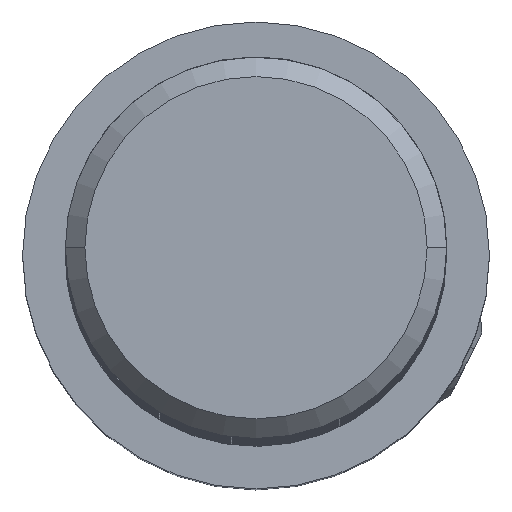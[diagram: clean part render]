
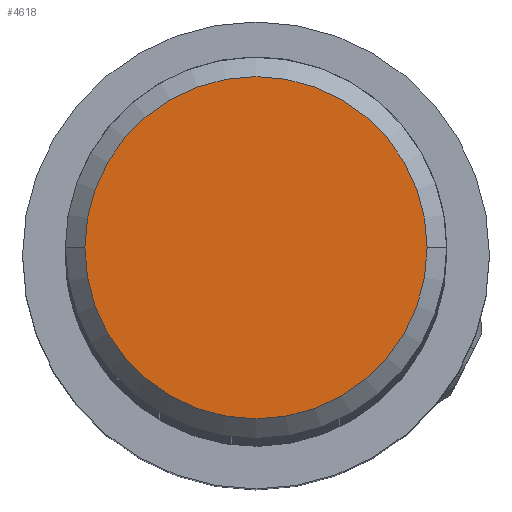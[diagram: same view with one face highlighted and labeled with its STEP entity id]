
A CAD part, top view. The second image highlights one B-rep face of the part: STEP entity #4618.
In plain terms, the highlighted planar face has unit normal (0, 0, 1).
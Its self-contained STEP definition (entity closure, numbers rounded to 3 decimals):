
#365 = AXIS2_PLACEMENT_3D ( 'NONE', #20048, #4870, #1551 ) ;
#1326 = PLANE ( 'NONE',  #365 ) ;
#1551 = DIRECTION ( 'NONE',  ( 1., 0., 0. ) ) ;
#2062 = VERTEX_POINT ( 'NONE', #16688 ) ;
#2434 = EDGE_LOOP ( 'NONE', ( #11553, #6884 ) ) ;
#4079 = DIRECTION ( 'NONE',  ( 0., 0., 1. ) ) ;
#4618 = ADVANCED_FACE ( 'NONE', ( #21728 ), #1326, .T. ) ;
#4870 = DIRECTION ( 'NONE',  ( 0., 0., 1. ) ) ;
#5324 = CIRCLE ( 'NONE', #17706, 7. ) ;
#6226 = DIRECTION ( 'NONE',  ( 1., 0., 0. ) ) ;
#6861 = CIRCLE ( 'NONE', #8626, 7. ) ;
#6884 = ORIENTED_EDGE ( 'NONE', *, *, #21881, .T. ) ;
#8626 = AXIS2_PLACEMENT_3D ( 'NONE', #10629, #4079, #12391 ) ;
#10053 = VERTEX_POINT ( 'NONE', #20814 ) ;
#10629 = CARTESIAN_POINT ( 'NONE',  ( 4.39, 20.386, 120.626 ) ) ;
#11553 = ORIENTED_EDGE ( 'NONE', *, *, #14129, .T. ) ;
#12391 = DIRECTION ( 'NONE',  ( 1., 0., 0. ) ) ;
#14129 = EDGE_CURVE ( 'NONE', #10053, #2062, #6861, .T. ) ;
#14648 = CARTESIAN_POINT ( 'NONE',  ( 4.39, 20.386, 120.626 ) ) ;
#16688 = CARTESIAN_POINT ( 'NONE',  ( 11.39, 20.386, 120.626 ) ) ;
#17706 = AXIS2_PLACEMENT_3D ( 'NONE', #14648, #21423, #6226 ) ;
#20048 = CARTESIAN_POINT ( 'NONE',  ( 4.39, 20.386, 120.626 ) ) ;
#20814 = CARTESIAN_POINT ( 'NONE',  ( -2.61, 20.386, 120.626 ) ) ;
#21423 = DIRECTION ( 'NONE',  ( 0., 0., 1. ) ) ;
#21728 = FACE_OUTER_BOUND ( 'NONE', #2434, .T. ) ;
#21881 = EDGE_CURVE ( 'NONE', #2062, #10053, #5324, .T. ) ;
